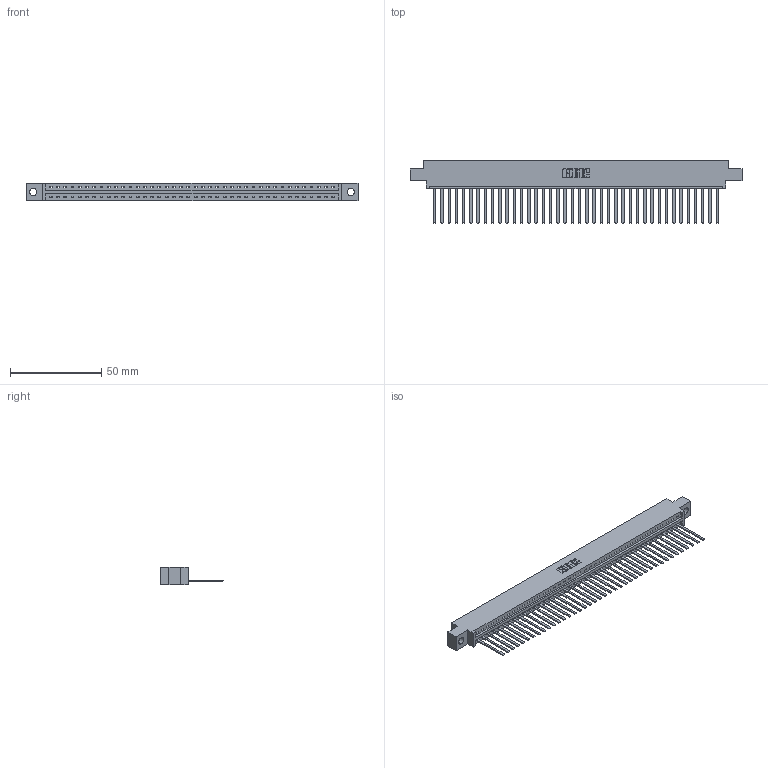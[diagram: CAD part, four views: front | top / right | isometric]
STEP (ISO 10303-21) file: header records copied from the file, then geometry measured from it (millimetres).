
FILE_DESCRIPTION (( 'STEP AP203' ), '1' );
FILE_NAME ('337-040-544-604.STEP', '2018-08-08T20:05:03', ( '' ), ( '' ), 'SwSTEP 2.0', 'SolidWorks 2016', '' );
FILE_SCHEMA (( 'CONFIG_CONTROL_DESIGN' ));
Length unit declared in the file: inch
Products named in the file (3): 337 Part_0.170 Offset - 0.156 Dia-TH; 345-292-001_345-293-144; 337-040-544-604
Assembly tree (41 placements, depth 2):
  337-040-544-604
    337 Part_0.170 Offset - 0.156 Dia-TH
    345-292-001_345-293-144  x40
Bounding box: 181.51 x 34.3 x 9.4 mm (x, y, z)
Volume: 19097.6 mm3; surface area: 21139.1 mm2
Topology: 41 solids, 41 shells, 2358 faces, 7123 edges, 4694 vertices
Faces by surface type: plane 1754, cylinder 604
Entity records: 29943 total; most frequent: CARTESIAN_POINT 5222, ORIENTED_EDGE 5198, DIRECTION 4395, EDGE_CURVE 2599, LINE 2475, VECTOR 2475, VERTEX_POINT 1730, AXIS2_PLACEMENT_3D 960
